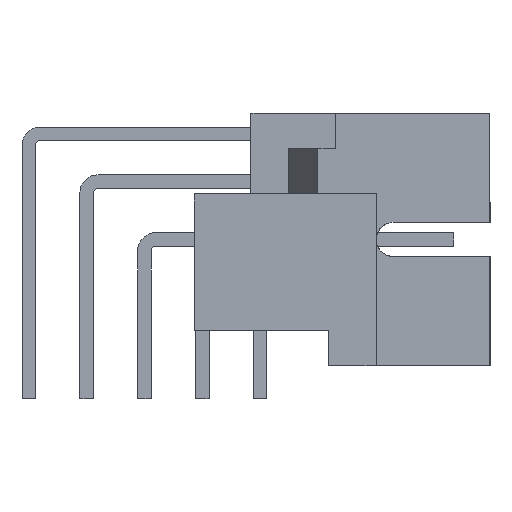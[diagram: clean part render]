
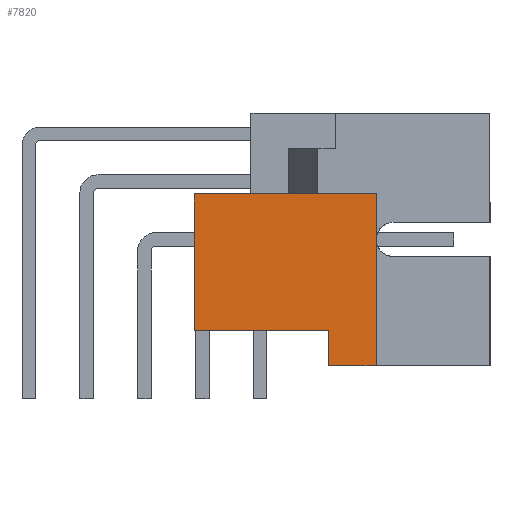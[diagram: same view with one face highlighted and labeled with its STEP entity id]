
A CAD part, front view. The second image highlights one B-rep face of the part: STEP entity #7820.
In plain terms, the highlighted free-form (B-spline) face has degree [1, 1] with [2, 2] control points.
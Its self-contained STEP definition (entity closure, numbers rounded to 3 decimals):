
#7736=CARTESIAN_POINT('',(3.,-86.37,0.));
#7737=VERTEX_POINT('',#7736);
#7743=CARTESIAN_POINT('',(-2.9,-86.37,0.));
#7744=VERTEX_POINT('',#7743);
#7745=CARTESIAN_POINT('',(3.,-86.37,0.));
#7746=CARTESIAN_POINT('',(-2.9,-86.37,0.));
#7747=B_SPLINE_CURVE_WITH_KNOTS('',1,(#7745,#7746),.UNSPECIFIED.,.F.,.U.,(2,2),(0.35,1.333),.UNSPECIFIED.);
#7748=EDGE_CURVE('',#7737,#7744,#7747,.T.);
#7769=CARTESIAN_POINT('',(-2.9,-86.37,6.));
#7770=VERTEX_POINT('',#7769);
#7771=CARTESIAN_POINT('',(-2.9,-86.37,0.));
#7772=CARTESIAN_POINT('',(-2.9,-86.37,6.));
#7773=QUASI_UNIFORM_CURVE('',1,(#7771,#7772),.UNSPECIFIED.,.F.,.U.);
#7774=EDGE_CURVE('',#7744,#7770,#7773,.T.);
#7785=CARTESIAN_POINT('',(-2.911,-86.37,-1.56));
#7786=CARTESIAN_POINT('',(5.111,-86.37,-1.56));
#7787=CARTESIAN_POINT('',(-2.911,-86.37,6.01));
#7788=CARTESIAN_POINT('',(5.111,-86.37,6.01));
#7789=B_SPLINE_SURFACE_WITH_KNOTS('',1,1,((#7785,#7787),(#7786,#7788)),.UNSPECIFIED.,.F.,.F.,.U.,(2,2),(2,2),(0.011,0.989),(0.012,0.988),.UNSPECIFIED.);
#7790=CARTESIAN_POINT('',(5.1,-86.37,-1.55));
#7791=VERTEX_POINT('',#7790);
#7792=CARTESIAN_POINT('',(3.,-86.37,-1.55));
#7793=VERTEX_POINT('',#7792);
#7794=CARTESIAN_POINT('',(5.1,-86.37,-1.55));
#7795=CARTESIAN_POINT('',(3.,-86.37,-1.55));
#7796=B_SPLINE_CURVE_WITH_KNOTS('',1,(#7794,#7795),.UNSPECIFIED.,.F.,.U.,(2,2),(0.0,1.355),.UNSPECIFIED.);
#7797=EDGE_CURVE('',#7791,#7793,#7796,.T.);
#7798=ORIENTED_EDGE('',*,*,#7797,.F.);
#7799=CARTESIAN_POINT('',(5.1,-86.37,6.));
#7800=VERTEX_POINT('',#7799);
#7801=CARTESIAN_POINT('',(5.1,-86.37,-1.55));
#7802=CARTESIAN_POINT('',(5.1,-86.37,6.));
#7803=QUASI_UNIFORM_CURVE('',1,(#7801,#7802),.UNSPECIFIED.,.F.,.U.);
#7804=EDGE_CURVE('',#7791,#7800,#7803,.T.);
#7805=ORIENTED_EDGE('',*,*,#7804,.T.);
#7806=CARTESIAN_POINT('',(-2.9,-86.37,6.));
#7807=CARTESIAN_POINT('',(5.1,-86.37,6.));
#7808=B_SPLINE_CURVE_WITH_KNOTS('',1,(#7806,#7807),.UNSPECIFIED.,.F.,.U.,(2,2),(0.0,1.333),.UNSPECIFIED.);
#7809=EDGE_CURVE('',#7770,#7800,#7808,.T.);
#7810=ORIENTED_EDGE('',*,*,#7809,.F.);
#7811=ORIENTED_EDGE('',*,*,#7774,.F.);
#7812=ORIENTED_EDGE('',*,*,#7748,.F.);
#7813=CARTESIAN_POINT('',(3.,-86.37,-1.55));
#7814=CARTESIAN_POINT('',(3.,-86.37,0.));
#7815=QUASI_UNIFORM_CURVE('',1,(#7813,#7814),.UNSPECIFIED.,.F.,.U.);
#7816=EDGE_CURVE('',#7793,#7737,#7815,.T.);
#7817=ORIENTED_EDGE('',*,*,#7816,.F.);
#7818=EDGE_LOOP('',(#7798,#7805,#7810,#7811,#7812,#7817));
#7819=FACE_OUTER_BOUND('',#7818,.T.);
#7820=ADVANCED_FACE('',(#7819),#7789,.T.);
